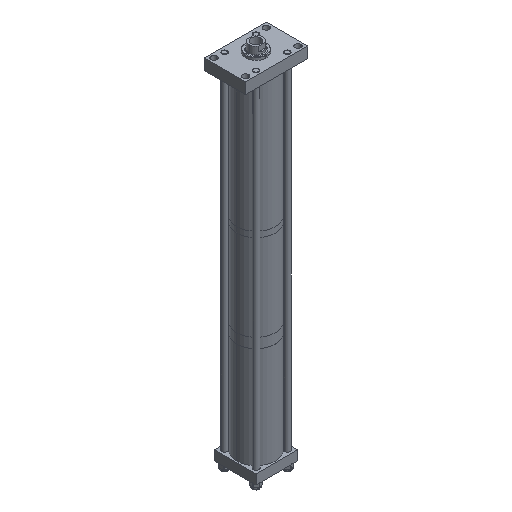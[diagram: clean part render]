
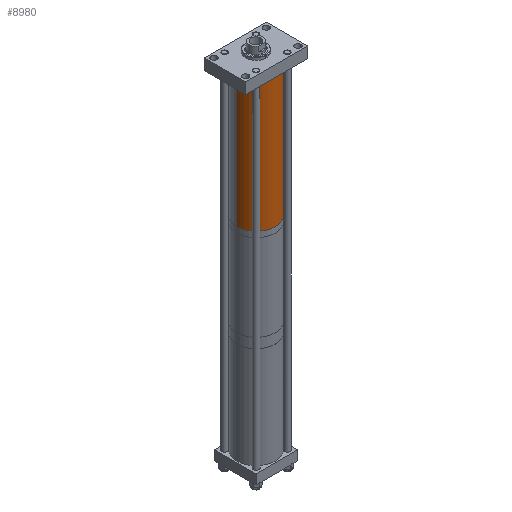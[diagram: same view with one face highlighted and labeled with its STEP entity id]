
A CAD part, isometric view. The second image highlights one B-rep face of the part: STEP entity #8980.
In plain terms, the highlighted cylindrical face has radius 88.9 mm (diameter 177.8 mm), a partial arc.
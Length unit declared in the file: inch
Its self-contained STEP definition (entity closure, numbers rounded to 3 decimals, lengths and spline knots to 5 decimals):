
#199 = DIRECTION ( 'NONE',  ( 0., 0., -1. ) ) ;
#407 = CARTESIAN_POINT ( 'NONE',  ( -3.5, 0., 23.598 ) ) ;
#550 = DIRECTION ( 'NONE',  ( 0., 0., -1. ) ) ;
#646 = CARTESIAN_POINT ( 'NONE',  ( 3.5, 0., 23.598 ) ) ;
#1020 = DIRECTION ( 'NONE',  ( 0., 0., 1. ) ) ;
#1341 = CARTESIAN_POINT ( 'NONE',  ( 3.5, 0., 23.598 ) ) ;
#1772 = FACE_OUTER_BOUND ( 'NONE', #6645, .T. ) ;
#2545 = DIRECTION ( 'NONE',  ( -1., 0., 0. ) ) ;
#2571 = CARTESIAN_POINT ( 'NONE',  ( 0., 0., 23.598 ) ) ;
#2781 = CARTESIAN_POINT ( 'NONE',  ( 3.5, 0., 0. ) ) ;
#3214 = EDGE_CURVE ( 'NONE', #5255, #6381, #9414, .T. ) ;
#3262 = CIRCLE ( 'NONE', #4594, 3.5 ) ;
#3522 = LINE ( 'NONE', #407, #9990 ) ;
#3732 = VERTEX_POINT ( 'NONE', #9128 ) ;
#3977 = EDGE_CURVE ( 'NONE', #3732, #4366, #3522, .T. ) ;
#4188 = VECTOR ( 'NONE', #550, 39.37008 ) ;
#4366 = VERTEX_POINT ( 'NONE', #4776 ) ;
#4594 = AXIS2_PLACEMENT_3D ( 'NONE', #7250, #7298, #5711 ) ;
#4776 = CARTESIAN_POINT ( 'NONE',  ( -3.5, 0., 0. ) ) ;
#4914 = EDGE_CURVE ( 'NONE', #3732, #5255, #8011, .T. ) ;
#5129 = CARTESIAN_POINT ( 'NONE',  ( 0., 0., 23.598 ) ) ;
#5255 = VERTEX_POINT ( 'NONE', #646 ) ;
#5711 = DIRECTION ( 'NONE',  ( 1., 0., 0. ) ) ;
#5745 = DIRECTION ( 'NONE',  ( 1., 0., 0. ) ) ;
#6381 = VERTEX_POINT ( 'NONE', #2781 ) ;
#6479 = DIRECTION ( 'NONE',  ( 0., 0., -1. ) ) ;
#6645 = EDGE_LOOP ( 'NONE', ( #9273, #9589, #10204, #8183 ) ) ;
#6867 = EDGE_CURVE ( 'NONE', #4366, #6381, #3262, .T. ) ;
#7250 = CARTESIAN_POINT ( 'NONE',  ( 0., 0., 0. ) ) ;
#7298 = DIRECTION ( 'NONE',  ( 0., 0., 1. ) ) ;
#7407 = AXIS2_PLACEMENT_3D ( 'NONE', #5129, #6479, #2545 ) ;
#8011 = CIRCLE ( 'NONE', #10164, 3.5 ) ;
#8183 = ORIENTED_EDGE ( 'NONE', *, *, #6867, .T. ) ;
#8980 = ADVANCED_FACE ( 'NONE', ( #1772 ), #9049, .T. ) ;
#9049 = CYLINDRICAL_SURFACE ( 'NONE', #7407, 3.5 ) ;
#9128 = CARTESIAN_POINT ( 'NONE',  ( -3.5, 0., 23.598 ) ) ;
#9273 = ORIENTED_EDGE ( 'NONE', *, *, #3214, .F. ) ;
#9414 = LINE ( 'NONE', #1341, #4188 ) ;
#9589 = ORIENTED_EDGE ( 'NONE', *, *, #4914, .F. ) ;
#9990 = VECTOR ( 'NONE', #199, 39.37008 ) ;
#10164 = AXIS2_PLACEMENT_3D ( 'NONE', #2571, #1020, #5745 ) ;
#10204 = ORIENTED_EDGE ( 'NONE', *, *, #3977, .T. ) ;
